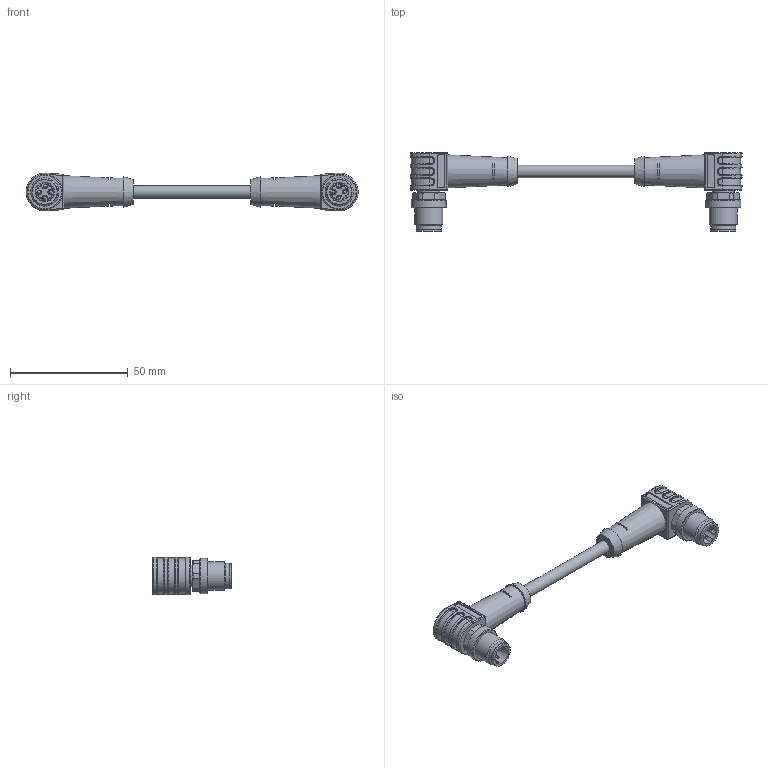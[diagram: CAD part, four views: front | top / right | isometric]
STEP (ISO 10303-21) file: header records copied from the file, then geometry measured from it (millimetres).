
FILE_DESCRIPTION(/* description */ (''),/* implementation_level */ '2;1');
FILE_NAME(/* name */ 'RA-WWASSY4-m-RA-WWASSY4.stp',/* time_stamp */ '2016-09-16T11:24:50+02:00',/* author */ (''),/* organization */ (''),/* preprocessor_version */ 'ST-DEVELOPER v16',/* originating_system */ 'SIEMENS PLM Software NX 10.0',/* authorisation */ '');
FILE_SCHEMA (('AUTOMOTIVE_DESIGN { 1 0 10303 214 3 1 1 1 }'));
Length unit declared in the file: millimetre
Products named in the file (1): RA-WWASSY4-m-RA-WWASSY4
Bounding box: 140.94 x 33.5 x 15.97 mm (x, y, z)
Volume: 18840.9 mm3; surface area: 8477.7 mm2
Topology: 1 solids, 1 shells, 575 faces, 1440 edges, 889 vertices
Faces by surface type: plane 200, cylinder 199, torus 72, extrusion 50, cone 22, sphere 16, bspline 16
Full cylindrical faces by diameter (mm): 1 x8, 5.4 x1, 8.3 x2, 9.3 x2, 10.5 x2, 10.8 x2, 12 x2, 15 x2
Entity records: 17478 total; most frequent: CARTESIAN_POINT 4050, DIRECTION 2828, ORIENTED_EDGE 2724, EDGE_CURVE 1362, AXIS2_PLACEMENT_3D 1050, VERTEX_POINT 866, VECTOR 728, LINE 678
